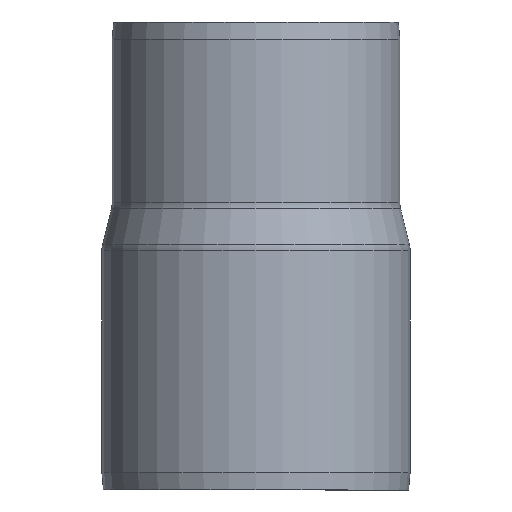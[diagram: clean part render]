
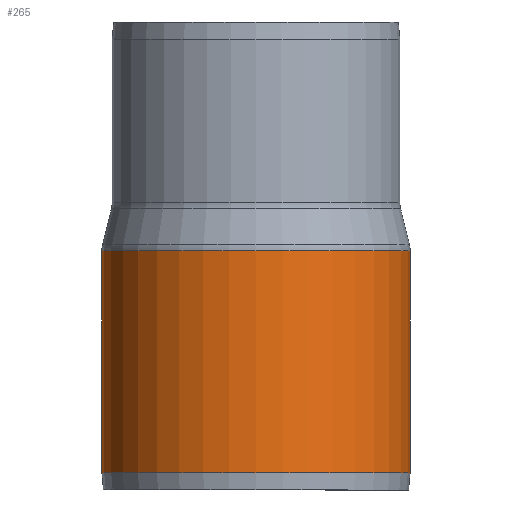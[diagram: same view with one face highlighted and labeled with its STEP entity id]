
A CAD part, front view. The second image highlights one B-rep face of the part: STEP entity #265.
In plain terms, the highlighted cylindrical face has radius 444.5 mm (diameter 889 mm), a full revolution.
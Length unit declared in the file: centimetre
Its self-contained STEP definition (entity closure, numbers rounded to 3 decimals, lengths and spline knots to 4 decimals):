
#22=CYLINDRICAL_SURFACE('',#307,44.45);
#30=LINE('',#481,#40);
#40=VECTOR('',#398,44.45);
#61=FACE_OUTER_BOUND('',#78,.T.);
#78=EDGE_LOOP('',(#230,#231,#232,#233,#234));
#105=CIRCLE('',#304,44.45);
#106=CIRCLE('',#305,44.45);
#108=CIRCLE('',#308,44.45);
#130=VERTEX_POINT('',#473);
#131=VERTEX_POINT('',#474);
#132=VERTEX_POINT('',#479);
#163=EDGE_CURVE('',#130,#131,#105,.T.);
#164=EDGE_CURVE('',#131,#130,#106,.T.);
#166=EDGE_CURVE('',#132,#132,#108,.T.);
#167=EDGE_CURVE('',#132,#130,#30,.T.);
#230=ORIENTED_EDGE('',*,*,#166,.F.);
#231=ORIENTED_EDGE('',*,*,#167,.T.);
#232=ORIENTED_EDGE('',*,*,#163,.T.);
#233=ORIENTED_EDGE('',*,*,#164,.T.);
#234=ORIENTED_EDGE('',*,*,#167,.F.);
#265=ADVANCED_FACE('',(#61),#22,.T.);
#304=AXIS2_PLACEMENT_3D('',#475,#388,#389);
#305=AXIS2_PLACEMENT_3D('',#476,#390,#391);
#307=AXIS2_PLACEMENT_3D('',#478,#394,#395);
#308=AXIS2_PLACEMENT_3D('',#480,#396,#397);
#388=DIRECTION('center_axis',(0.,0.,
-1.));
#389=DIRECTION('ref_axis',(1.,0.,0.));
#390=DIRECTION('center_axis',(0.,0.,
-1.));
#391=DIRECTION('ref_axis',(1.,0.,0.));
#394=DIRECTION('center_axis',(0.,0.,
-1.));
#395=DIRECTION('ref_axis',(1.,0.,0.));
#396=DIRECTION('center_axis',(0.,0.,
-1.));
#397=DIRECTION('ref_axis',(1.,0.,0.));
#398=DIRECTION('',(0.,0.,1.));
#473=CARTESIAN_POINT('',(-44.45,0.,69.0311));
#474=CARTESIAN_POINT('',(0.,-44.45,69.0311));
#475=CARTESIAN_POINT('Origin',(0.,0.,69.0311));
#476=CARTESIAN_POINT('Origin',(0.,0.,69.0311));
#478=CARTESIAN_POINT('Origin',(0.,0.,37.0155));
#479=CARTESIAN_POINT('',(-44.45,0.,5.));
#480=CARTESIAN_POINT('Origin',(0.,0.,5.));
#481=CARTESIAN_POINT('',(-44.45,0.,37.0155));
